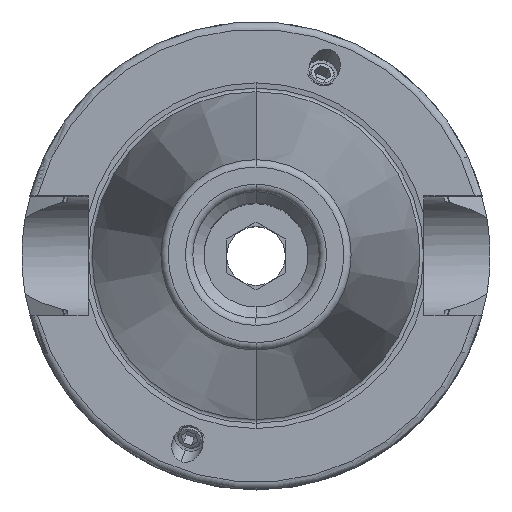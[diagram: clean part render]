
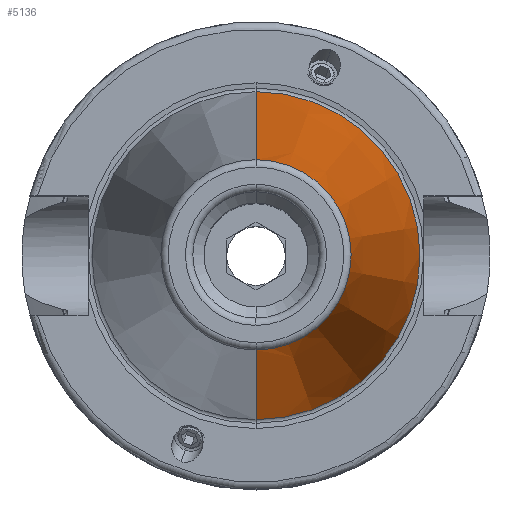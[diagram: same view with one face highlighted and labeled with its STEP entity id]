
A CAD part, top view. The second image highlights one B-rep face of the part: STEP entity #5136.
In plain terms, the highlighted conical face has half-angle 8.297 degrees and reference radius 17.446 mm.
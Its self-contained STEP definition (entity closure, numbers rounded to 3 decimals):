
#2069=CARTESIAN_POINT('',(0,0,91.544));
#2070=DIRECTION('',(0,0,1));
#2071=DIRECTION('',(0,-1,0));
#2072=AXIS2_PLACEMENT_3D('',#2069,#2070,#2071);
#2074=CARTESIAN_POINT('',(0,0,28));
#2075=DIRECTION('',(0,0,-1));
#2076=DIRECTION('',(0,1,0));
#2077=AXIS2_PLACEMENT_3D('',#2074,#2075,#2076);
#2218=DIRECTION('',(0.,0.144,0.99));
#2219=VECTOR('',#2218,64.216);
#2220=CARTESIAN_POINT('',(0,-22.079,28));
#2221=LINE('',#2220,#2219);
#2227=DIRECTION('',(0.,-0.144,0.99));
#2228=VECTOR('',#2227,64.216);
#2229=CARTESIAN_POINT('',(0,22.079,28));
#2230=LINE('',#2229,#2228);
#2519=CARTESIAN_POINT('',(0,22.079,28));
#2521=VERTEX_POINT('',#2519);
#2535=CARTESIAN_POINT('',(0,-22.079,28));
#2537=VERTEX_POINT('',#2535);
#2562=CARTESIAN_POINT('',(0,12.812,91.544));
#2563=CARTESIAN_POINT('',(0,-12.812,91.544));
#2564=VERTEX_POINT('',#2562);
#2565=VERTEX_POINT('',#2563);
#5122=CARTESIAN_POINT('',(0,0,59.772));
#5123=DIRECTION('',(0,0,-1));
#5124=DIRECTION('',(0,-1,0));
#5125=AXIS2_PLACEMENT_3D('',#5122,#5123,#5124);
#5126=CONICAL_SURFACE('',#5125,17.446,8.297);
#5128=ORIENTED_EDGE('',*,*,#5127,.T.);
#5130=ORIENTED_EDGE('',*,*,#5129,.F.);
#5131=ORIENTED_EDGE('',*,*,#5117,.T.);
#5133=ORIENTED_EDGE('',*,*,#5132,.T.);
#5134=EDGE_LOOP('',(#5128,#5130,#5131,#5133));
#5135=FACE_OUTER_BOUND('',#5134,.F.);
#5136=ADVANCED_FACE('',(#5135),#5126,.T.);
#2073=CIRCLE('',#2072,12.812);
#2078=CIRCLE('',#2077,22.079);
#5117=EDGE_CURVE('',#2521,#2537,#2078,.T.);
#5127=EDGE_CURVE('',#2565,#2564,#2073,.T.);
#5129=EDGE_CURVE('',#2521,#2564,#2230,.T.);
#5132=EDGE_CURVE('',#2537,#2565,#2221,.T.);
